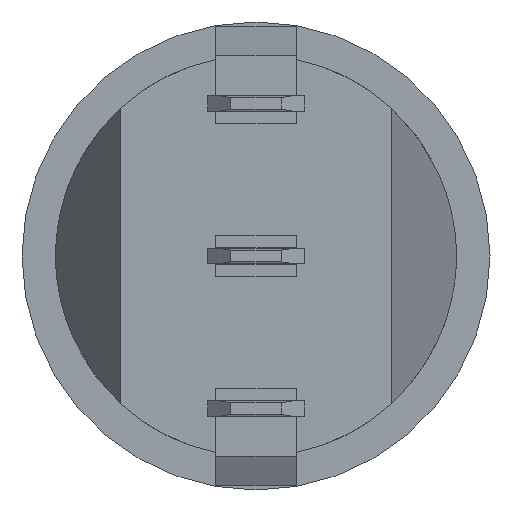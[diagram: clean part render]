
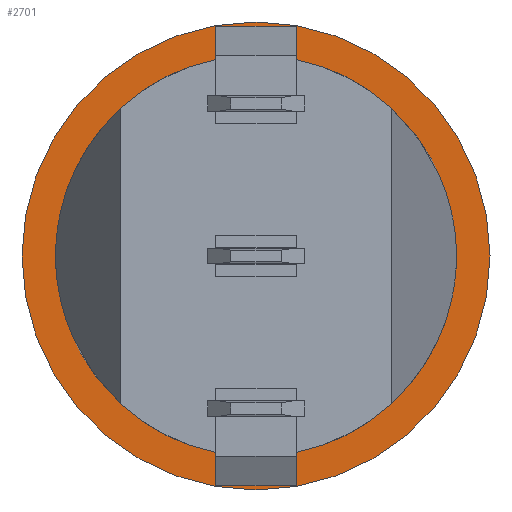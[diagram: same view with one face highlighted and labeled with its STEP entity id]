
A CAD part, front view. The second image highlights one B-rep face of the part: STEP entity #2701.
In plain terms, the highlighted planar face has unit normal (0, -1, 0).
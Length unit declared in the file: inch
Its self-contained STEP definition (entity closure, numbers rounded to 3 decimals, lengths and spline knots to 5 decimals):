
#16=LINE('',#3918,#325);
#20=LINE('',#3925,#329);
#23=LINE('',#3932,#332);
#40=LINE('',#4081,#349);
#41=LINE('',#4085,#350);
#42=LINE('',#4087,#351);
#43=LINE('',#4089,#352);
#44=LINE('',#4090,#353);
#45=LINE('',#4092,#354);
#46=LINE('',#4094,#355);
#47=LINE('',#4095,#356);
#325=VECTOR('',#3075,0.3937);
#329=VECTOR('',#3079,0.3937);
#332=VECTOR('',#3084,0.3937);
#349=VECTOR('',#3155,0.3937);
#350=VECTOR('',#3158,0.3937);
#351=VECTOR('',#3159,0.3937);
#352=VECTOR('',#3160,0.3937);
#353=VECTOR('',#3161,0.3937);
#354=VECTOR('',#3162,0.3937);
#355=VECTOR('',#3163,0.3937);
#356=VECTOR('',#3164,0.3937);
#640=PLANE('',#2887);
#766=FACE_BOUND('',#960,.T.);
#767=FACE_BOUND('',#961,.T.);
#768=FACE_BOUND('',#962,.T.);
#786=ELLIPSE('',#2847,0.34523,0.3377);
#820=FACE_OUTER_BOUND('',#959,.T.);
#959=EDGE_LOOP('',(#1885));
#960=EDGE_LOOP('',(#1886,#1887,#1888,#1889,#1890,#1891));
#961=EDGE_LOOP('',(#1892,#1893,#1894,#1895));
#962=EDGE_LOOP('',(#1896,#1897,#1898,#1899));
#1102=CIRCLE('',#2870,0.3875);
#1108=CIRCLE('',#2886,0.4525);
#1109=CIRCLE('',#2888,0.3875);
#1158=VERTEX_POINT('',#3895);
#1160=VERTEX_POINT('',#3898);
#1165=VERTEX_POINT('',#3917);
#1168=VERTEX_POINT('',#3923);
#1170=VERTEX_POINT('',#3929);
#1171=VERTEX_POINT('',#3931);
#1187=VERTEX_POINT('',#3994);
#1199=VERTEX_POINT('',#4076);
#1200=VERTEX_POINT('',#4080);
#1201=VERTEX_POINT('',#4083);
#1202=VERTEX_POINT('',#4084);
#1203=VERTEX_POINT('',#4086);
#1204=VERTEX_POINT('',#4088);
#1205=VERTEX_POINT('',#4091);
#1206=VERTEX_POINT('',#4093);
#1415=EDGE_CURVE('',#1160,#1158,#786,.T.);
#1424=EDGE_CURVE('',#1165,#1160,#16,.T.);
#1428=EDGE_CURVE('',#1158,#1168,#20,.T.);
#1431=EDGE_CURVE('',#1171,#1170,#23,.T.);
#1450=EDGE_CURVE('',#1168,#1187,#1102,.T.);
#1469=EDGE_CURVE('',#1199,#1199,#1108,.T.);
#1470=EDGE_CURVE('',#1187,#1200,#40,.T.);
#1471=EDGE_CURVE('',#1200,#1165,#1109,.T.);
#1472=EDGE_CURVE('',#1201,#1202,#41,.T.);
#1473=EDGE_CURVE('',#1201,#1203,#42,.T.);
#1474=EDGE_CURVE('',#1204,#1203,#43,.T.);
#1475=EDGE_CURVE('',#1202,#1204,#44,.T.);
#1476=EDGE_CURVE('',#1171,#1205,#45,.T.);
#1477=EDGE_CURVE('',#1206,#1170,#46,.T.);
#1478=EDGE_CURVE('',#1205,#1206,#47,.T.);
#1885=ORIENTED_EDGE('',*,*,#1469,.F.);
#1886=ORIENTED_EDGE('',*,*,#1415,.T.);
#1887=ORIENTED_EDGE('',*,*,#1428,.T.);
#1888=ORIENTED_EDGE('',*,*,#1450,.T.);
#1889=ORIENTED_EDGE('',*,*,#1470,.T.);
#1890=ORIENTED_EDGE('',*,*,#1471,.T.);
#1891=ORIENTED_EDGE('',*,*,#1424,.T.);
#1892=ORIENTED_EDGE('',*,*,#1472,.F.);
#1893=ORIENTED_EDGE('',*,*,#1473,.T.);
#1894=ORIENTED_EDGE('',*,*,#1474,.F.);
#1895=ORIENTED_EDGE('',*,*,#1475,.F.);
#1896=ORIENTED_EDGE('',*,*,#1476,.F.);
#1897=ORIENTED_EDGE('',*,*,#1431,.T.);
#1898=ORIENTED_EDGE('',*,*,#1477,.F.);
#1899=ORIENTED_EDGE('',*,*,#1478,.F.);
#2701=ADVANCED_FACE('',(#820,#766,#767,#768),#640,.F.);
#2847=AXIS2_PLACEMENT_3D('',#3899,#3048,#3049);
#2870=AXIS2_PLACEMENT_3D('',#3996,#3111,#3112);
#2886=AXIS2_PLACEMENT_3D('',#4078,#3151,#3152);
#2887=AXIS2_PLACEMENT_3D('',#4079,#3153,#3154);
#2888=AXIS2_PLACEMENT_3D('',#4082,#3156,#3157);
#3048=DIRECTION('center_axis',(0.,1.,0.));
#3049=DIRECTION('ref_axis',(0.,0.,1.));
#3075=DIRECTION('',(-1.,0.,0.));
#3079=DIRECTION('',(-1.,0.,0.));
#3084=DIRECTION('',(1.,0.,0.));
#3111=DIRECTION('center_axis',(0.,1.,0.));
#3112=DIRECTION('ref_axis',(-1.,0.,0.));
#3151=DIRECTION('center_axis',(0.,1.,0.));
#3152=DIRECTION('ref_axis',(1.,0.,0.));
#3153=DIRECTION('center_axis',(0.,1.,0.));
#3154=DIRECTION('ref_axis',(0.,0.,1.));
#3155=DIRECTION('',(1.,0.,0.));
#3156=DIRECTION('center_axis',(0.,1.,0.));
#3157=DIRECTION('ref_axis',(-1.,0.,0.));
#3158=DIRECTION('',(0.,0.,-1.));
#3159=DIRECTION('',(1.,0.,0.));
#3160=DIRECTION('',(0.,0.,1.));
#3161=DIRECTION('',(1.,0.,0.));
#3162=DIRECTION('',(0.,0.,-1.));
#3163=DIRECTION('',(0.,0.,1.));
#3164=DIRECTION('',(1.,0.,0.));
#3895=CARTESIAN_POINT('',(-0.02154,0.17754,-0.354));
#3898=CARTESIAN_POINT('',(0.14638,0.17754,-0.354));
#3899=CARTESIAN_POINT('Origin',(0.06242,0.17754,-0.01961));
#3917=CARTESIAN_POINT('',(0.22002,0.17754,-0.354));
#3918=CARTESIAN_POINT('',(0.06242,0.17754,-0.354));
#3923=CARTESIAN_POINT('',(-0.09519,0.17754,-0.354));
#3925=CARTESIAN_POINT('',(0.06242,0.17754,-0.354));
#3929=CARTESIAN_POINT('',(0.13992,0.17754,-0.36857));
#3931=CARTESIAN_POINT('',(-0.01508,0.17754,-0.36857));
#3932=CARTESIAN_POINT('',(0.06242,0.17754,-0.36857));
#3994=CARTESIAN_POINT('',(-0.09519,0.17754,0.354));
#3996=CARTESIAN_POINT('Origin',(0.06242,0.17754,0.));
#4076=CARTESIAN_POINT('',(-0.39008,0.17754,0.));
#4078=CARTESIAN_POINT('Origin',(0.06242,0.17754,0.));
#4079=CARTESIAN_POINT('Origin',(0.06242,0.17754,0.));
#4080=CARTESIAN_POINT('',(0.22002,0.17754,0.354));
#4081=CARTESIAN_POINT('',(0.06242,0.17754,0.354));
#4082=CARTESIAN_POINT('Origin',(0.06242,0.17754,0.));
#4083=CARTESIAN_POINT('',(-0.01508,0.17754,0.39156));
#4084=CARTESIAN_POINT('',(-0.01508,0.17754,0.36857));
#4085=CARTESIAN_POINT('',(-0.01508,0.17754,0.36857));
#4086=CARTESIAN_POINT('',(0.13992,0.17754,0.39156));
#4087=CARTESIAN_POINT('',(0.06242,0.17754,0.39156));
#4088=CARTESIAN_POINT('',(0.13992,0.17754,0.36857));
#4089=CARTESIAN_POINT('',(0.13992,0.17754,0.36857));
#4090=CARTESIAN_POINT('',(0.06242,0.17754,0.36857));
#4091=CARTESIAN_POINT('',(-0.01508,0.17754,-0.39156));
#4092=CARTESIAN_POINT('',(-0.01508,0.17754,-0.39156));
#4093=CARTESIAN_POINT('',(0.13992,0.17754,-0.39156));
#4094=CARTESIAN_POINT('',(0.13992,0.17754,-0.39156));
#4095=CARTESIAN_POINT('',(0.06242,0.17754,-0.39156));
